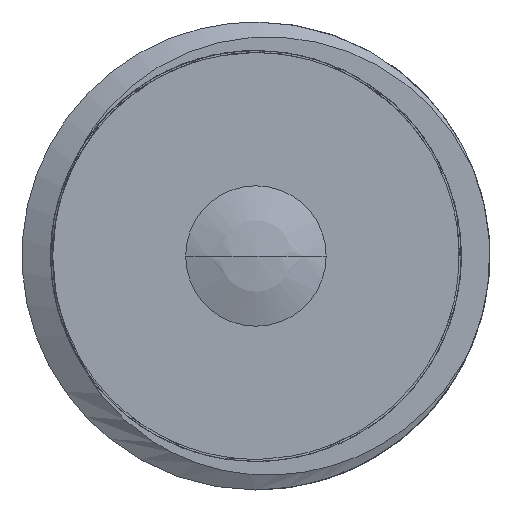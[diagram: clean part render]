
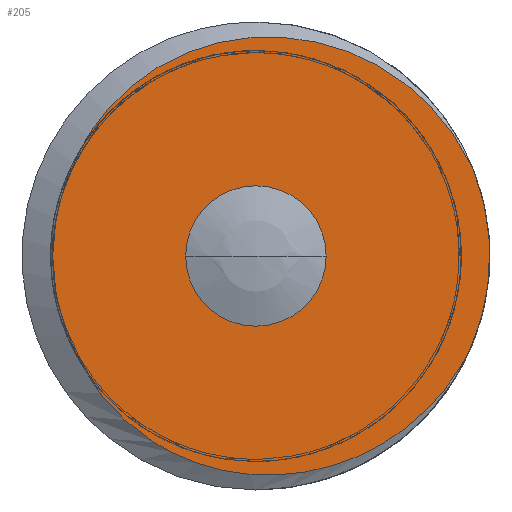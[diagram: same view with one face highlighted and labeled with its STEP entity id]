
A CAD part, left-side view. The second image highlights one B-rep face of the part: STEP entity #205.
In plain terms, the highlighted planar face has unit normal (-1, 0, 0).
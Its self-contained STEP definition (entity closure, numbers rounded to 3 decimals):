
#205=ADVANCED_FACE('',(#381,#382),#383,.F.);
#381=FACE_BOUND('',#1435,.T.);
#382=FACE_OUTER_BOUND('',#1436,.T.);
#383=PLANE('',#1437);
#1435=EDGE_LOOP('',(#4681,#4682));
#1436=EDGE_LOOP('',(#4683,#4684,#4685,#4686));
#1437=AXIS2_PLACEMENT_3D('',#4687,#4688,#4689);
#4681=ORIENTED_EDGE('',*,*,#5049,.F.);
#4682=ORIENTED_EDGE('',*,*,#5041,.F.);
#4683=ORIENTED_EDGE('',*,*,#5032,.T.);
#4684=ORIENTED_EDGE('',*,*,#5046,.T.);
#4685=ORIENTED_EDGE('',*,*,#5050,.T.);
#4686=ORIENTED_EDGE('',*,*,#5051,.T.);
#4687=CARTESIAN_POINT('',(1.5,2.5,0.0));
#4688=DIRECTION('',(1.0,0.0,0.0));
#4689=DIRECTION('',(0.0,0.0,-1.0));
#5032=EDGE_CURVE('',#5435,#5433,#5436,.T.);
#5041=EDGE_CURVE('',#5450,#5444,#5452,.T.);
#5046=EDGE_CURVE('',#5433,#5458,#5461,.T.);
#5049=EDGE_CURVE('',#5444,#5450,#5464,.T.);
#5050=EDGE_CURVE('',#5458,#5465,#5466,.T.);
#5051=EDGE_CURVE('',#5465,#5435,#5467,.T.);
#5433=VERTEX_POINT('',#60303);
#5435=VERTEX_POINT('',#60722);
#5436=CIRCLE('',#60723,2.5);
#5444=VERTEX_POINT('',#61975);
#5450=VERTEX_POINT('',#61982);
#5452=CIRCLE('',#61985,0.75);
#5458=VERTEX_POINT('',#61991);
#5461=B_SPLINE_CURVE_WITH_KNOTS('',3,(#62411,#62412,#62413,#62414,#62415,#62416,#62417,#62418,#62419,#62420,#62421,#62422,#62423,#62424,#62425,#62426),.UNSPECIFIED.,.F.,.F.,(4,2,2,2,2,2,2,4),(0.,0.001,0.001,0.002,0.003,0.003,0.004,0.005),.UNSPECIFIED.);
#5464=CIRCLE('',#62863,0.75);
#5465=VERTEX_POINT('',#62864);
#5466=B_SPLINE_CURVE_WITH_KNOTS('',3,(#62865,#62866,#62867,#62868,#62869,#62870,#62871,#62872,#62873,#62874),.UNSPECIFIED.,.F.,.F.,(4,2,2,2,4),(0.,0.001,0.001,0.002,0.002),.UNSPECIFIED.);
#5467=B_SPLINE_CURVE_WITH_KNOTS('',3,(#62875,#62876,#62877,#62878,#62879,#62880,#62881,#62882,#62883,#62884,#62885,#62886,#62887,#62888,#62889,#62890,#62891,#62892),.UNSPECIFIED.,.F.,.F.,(4,2,2,2,2,2,2,2,4),(0.,0.001,0.001,0.002,0.003,0.003,0.004,0.005,0.005),.UNSPECIFIED.);
#60303=CARTESIAN_POINT('',(1.5,-2.318,0.935));
#60722=CARTESIAN_POINT('',(1.5,-2.318,-0.935));
#60723=AXIS2_PLACEMENT_3D('',#63879,#63880,#63881);
#61975=CARTESIAN_POINT('',(1.5,0.0,0.75));
#61982=CARTESIAN_POINT('',(1.5,0.,-0.75));
#61985=AXIS2_PLACEMENT_3D('',#63891,#63892,#63893);
#61991=CARTESIAN_POINT('',(1.5,1.877,1.141));
#62411=CARTESIAN_POINT('',(1.5,-2.318,0.935));
#62412=CARTESIAN_POINT('',(1.5,-2.226,1.133));
#62413=CARTESIAN_POINT('',(1.5,-2.111,1.316));
#62414=CARTESIAN_POINT('',(1.5,-1.832,1.648));
#62415=CARTESIAN_POINT('',(1.5,-1.669,1.796));
#62416=CARTESIAN_POINT('',(1.5,-1.313,2.04));
#62417=CARTESIAN_POINT('',(1.5,-1.116,2.14));
#62418=CARTESIAN_POINT('',(1.5,-0.708,2.28));
#62419=CARTESIAN_POINT('',(1.5,-0.492,2.323));
#62420=CARTESIAN_POINT('',(1.5,-0.06,2.35));
#62421=CARTESIAN_POINT('',(1.5,0.156,2.334));
#62422=CARTESIAN_POINT('',(1.5,0.583,2.24));
#62423=CARTESIAN_POINT('',(1.5,0.785,2.163));
#62424=CARTESIAN_POINT('',(1.5,1.355,1.848));
#62425=CARTESIAN_POINT('',(1.5,1.671,1.527));
#62426=CARTESIAN_POINT('',(1.5,1.877,1.141));
#62863=AXIS2_PLACEMENT_3D('',#63903,#63904,#63905);
#62864=CARTESIAN_POINT('',(1.5,1.877,-1.141));
#62865=CARTESIAN_POINT('',(1.5,1.877,1.141));
#62866=CARTESIAN_POINT('',(1.5,1.97,0.964));
#62867=CARTESIAN_POINT('',(1.5,2.046,0.778));
#62868=CARTESIAN_POINT('',(1.5,2.146,0.394));
#62869=CARTESIAN_POINT('',(1.5,2.171,0.199));
#62870=CARTESIAN_POINT('',(1.5,2.171,-0.198));
#62871=CARTESIAN_POINT('',(1.5,2.145,-0.396));
#62872=CARTESIAN_POINT('',(1.5,2.046,-0.778));
#62873=CARTESIAN_POINT('',(1.5,1.97,-0.964));
#62874=CARTESIAN_POINT('',(1.5,1.877,-1.141));
#62875=CARTESIAN_POINT('',(1.5,1.877,-1.141));
#62876=CARTESIAN_POINT('',(1.5,1.774,-1.334));
#62877=CARTESIAN_POINT('',(1.5,1.646,-1.508));
#62878=CARTESIAN_POINT('',(1.5,1.342,-1.818));
#62879=CARTESIAN_POINT('',(1.5,1.168,-1.95));
#62880=CARTESIAN_POINT('',(1.5,0.791,-2.16));
#62881=CARTESIAN_POINT('',(1.5,0.584,-2.239));
#62882=CARTESIAN_POINT('',(1.5,0.163,-2.333));
#62883=CARTESIAN_POINT('',(1.5,-0.057,-2.35));
#62884=CARTESIAN_POINT('',(1.5,-0.488,-2.324));
#62885=CARTESIAN_POINT('',(1.5,-0.705,-2.281));
#62886=CARTESIAN_POINT('',(1.5,-1.114,-2.141));
#62887=CARTESIAN_POINT('',(1.5,-1.308,-2.043));
#62888=CARTESIAN_POINT('',(1.5,-1.668,-1.797));
#62889=CARTESIAN_POINT('',(1.5,-1.828,-1.652));
#62890=CARTESIAN_POINT('',(1.5,-2.108,-1.32));
#62891=CARTESIAN_POINT('',(1.5,-2.226,-1.134));
#62892=CARTESIAN_POINT('',(1.5,-2.318,-0.935));
#63879=CARTESIAN_POINT('',(1.5,0.0,0.0));
#63880=DIRECTION('',(-1.0,0.0,0.0));
#63881=DIRECTION('',(0.0,0.0,1.0));
#63891=CARTESIAN_POINT('',(1.5,0.0,0.0));
#63892=DIRECTION('',(-1.0,0.0,0.0));
#63893=DIRECTION('',(0.0,0.0,1.0));
#63903=CARTESIAN_POINT('',(1.5,0.0,0.0));
#63904=DIRECTION('',(-1.0,0.0,0.0));
#63905=DIRECTION('',(0.0,0.0,1.0));
